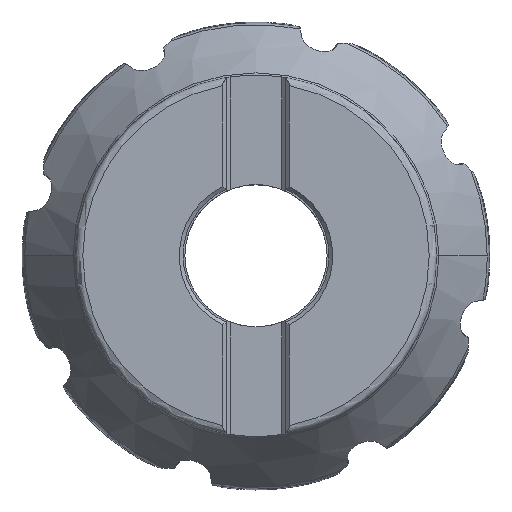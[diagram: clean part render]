
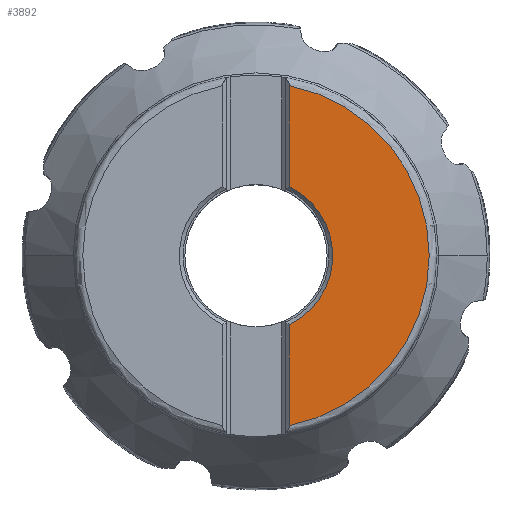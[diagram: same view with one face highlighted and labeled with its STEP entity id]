
A CAD part, top view. The second image highlights one B-rep face of the part: STEP entity #3892.
In plain terms, the highlighted planar face has unit normal (0, 0, 1).
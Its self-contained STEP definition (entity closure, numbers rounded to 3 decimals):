
#633=LINE('',#70509,#1277);
#634=LINE('',#70513,#1278);
#1277=VECTOR('',#22740,1.);
#1278=VECTOR('',#22745,1.);
#2909=FACE_OUTER_BOUND('',#5187,.T.);
#3892=ADVANCED_FACE('',(#2909),#4402,.T.);
#4402=PLANE('',#19386);
#5187=EDGE_LOOP('',(#10798,#10799,#10800,#10801,#10802));
#10798=ORIENTED_EDGE('',*,*,#16444,.F.);
#10799=ORIENTED_EDGE('',*,*,#16445,.F.);
#10800=ORIENTED_EDGE('',*,*,#16438,.F.);
#10801=ORIENTED_EDGE('',*,*,#16437,.F.);
#10802=ORIENTED_EDGE('',*,*,#16443,.F.);
#13894=VERTEX_POINT('',#70460);
#13895=VERTEX_POINT('',#70461);
#13896=VERTEX_POINT('',#70463);
#13898=VERTEX_POINT('',#70508);
#13899=VERTEX_POINT('',#70512);
#16437=EDGE_CURVE('',#13894,#13895,#17604,.T.);
#16438=EDGE_CURVE('',#13895,#13896,#17605,.T.);
#16443=EDGE_CURVE('',#13898,#13894,#633,.T.);
#16444=EDGE_CURVE('',#13899,#13898,#17606,.T.);
#16445=EDGE_CURVE('',#13896,#13899,#634,.T.);
#17604=CIRCLE('',#19381,46.419);
#17605=CIRCLE('',#19382,46.419);
#17606=CIRCLE('',#19385,20.55);
#19381=AXIS2_PLACEMENT_3D('',#70459,#22734,#22735);
#19382=AXIS2_PLACEMENT_3D('',#70462,#22736,#22737);
#19385=AXIS2_PLACEMENT_3D('',#70511,#22743,#22744);
#19386=AXIS2_PLACEMENT_3D('',#70514,#22746,#22747);
#22734=DIRECTION('',(0.,0.,-1.));
#22735=DIRECTION('',(0.193,0.981,0.));
#22736=DIRECTION('',(0.,0.,-1.));
#22737=DIRECTION('',(1.,0.,0.));
#22740=DIRECTION('',(0.,1.,0.));
#22743=DIRECTION('',(0.,0.,1.));
#22744=DIRECTION('',(0.435,-0.9,0.));
#22745=DIRECTION('',(0.,1.,0.));
#22746=DIRECTION('',(0.,0.,1.));
#22747=DIRECTION('',(-1.,0.,0.));
#70459=CARTESIAN_POINT('',(0.,0.,0.));
#70460=CARTESIAN_POINT('',(8.937,45.55,0.));
#70461=CARTESIAN_POINT('',(46.419,-0.021,0.));
#70462=CARTESIAN_POINT('',(0.,0.,0.));
#70463=CARTESIAN_POINT('',(8.938,-45.55,0.));
#70508=CARTESIAN_POINT('',(8.937,18.505,0.));
#70509=CARTESIAN_POINT('',(8.937,18.505,0.));
#70511=CARTESIAN_POINT('',(0.,0.,0.));
#70512=CARTESIAN_POINT('',(8.937,-18.505,0.));
#70513=CARTESIAN_POINT('',(8.938,-45.55,0.));
#70514=CARTESIAN_POINT('',(27.678,0.,0.));
